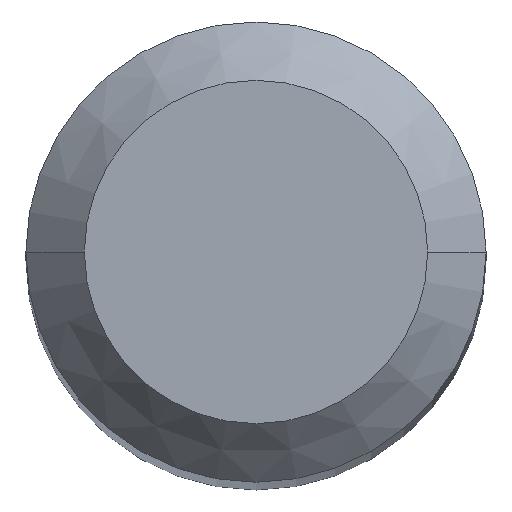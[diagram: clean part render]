
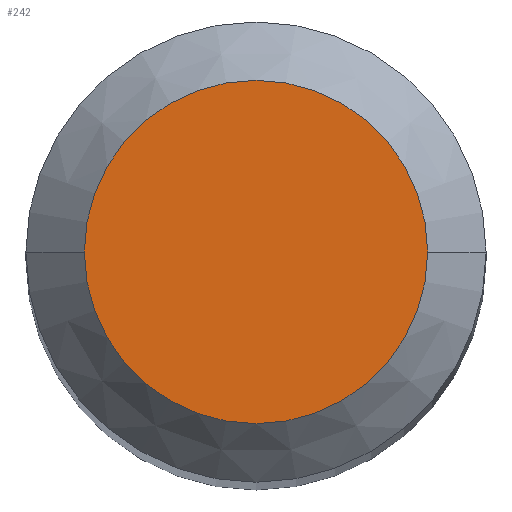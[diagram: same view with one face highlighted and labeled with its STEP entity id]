
A CAD part, top view. The second image highlights one B-rep face of the part: STEP entity #242.
In plain terms, the highlighted planar face has unit normal (0, 0, 1).
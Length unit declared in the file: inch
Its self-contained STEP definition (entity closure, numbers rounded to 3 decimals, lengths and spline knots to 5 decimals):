
#8 = EDGE_CURVE ( 'NONE', #233, #111, #174, .T. ) ;
#72 = DIRECTION ( 'NONE',  ( 0., 0., 1. ) ) ;
#75 = CARTESIAN_POINT ( 'NONE',  ( 0., 0., 1.49606 ) ) ;
#83 = ORIENTED_EDGE ( 'NONE', *, *, #102, .T. ) ;
#97 = DIRECTION ( 'NONE',  ( 0., 0., 1. ) ) ;
#99 = FACE_OUTER_BOUND ( 'NONE', #108, .T. ) ;
#102 = EDGE_CURVE ( 'NONE', #111, #233, #293, .T. ) ;
#108 = EDGE_LOOP ( 'NONE', ( #286, #83 ) ) ;
#111 = VERTEX_POINT ( 'NONE', #266 ) ;
#144 = PLANE ( 'NONE',  #206 ) ;
#146 = CARTESIAN_POINT ( 'NONE',  ( -0.04405, 0., 1.49606 ) ) ;
#167 = CARTESIAN_POINT ( 'NONE',  ( 0., 0., 1.49606 ) ) ;
#169 = DIRECTION ( 'NONE',  ( 1., 0., 0. ) ) ;
#172 = AXIS2_PLACEMENT_3D ( 'NONE', #244, #219, #189 ) ;
#174 = CIRCLE ( 'NONE', #172, 0.04405 ) ;
#189 = DIRECTION ( 'NONE',  ( 1., 0., 0. ) ) ;
#206 = AXIS2_PLACEMENT_3D ( 'NONE', #75, #72, #267 ) ;
#219 = DIRECTION ( 'NONE',  ( 0., 0., 1. ) ) ;
#227 = AXIS2_PLACEMENT_3D ( 'NONE', #167, #97, #169 ) ;
#233 = VERTEX_POINT ( 'NONE', #146 ) ;
#242 = ADVANCED_FACE ( 'NONE', ( #99 ), #144, .T. ) ;
#244 = CARTESIAN_POINT ( 'NONE',  ( 0., 0., 1.49606 ) ) ;
#266 = CARTESIAN_POINT ( 'NONE',  ( 0.04405, 0., 1.49606 ) ) ;
#267 = DIRECTION ( 'NONE',  ( 1., 0., 0. ) ) ;
#286 = ORIENTED_EDGE ( 'NONE', *, *, #8, .T. ) ;
#293 = CIRCLE ( 'NONE', #227, 0.04405 ) ;
